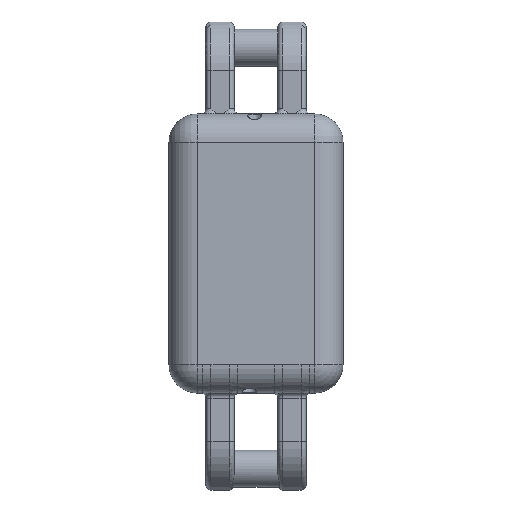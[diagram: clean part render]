
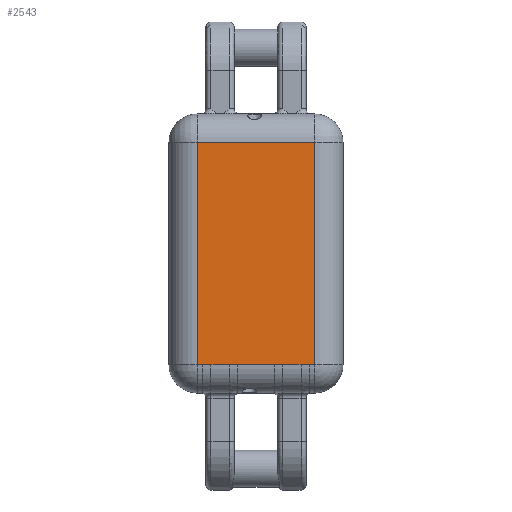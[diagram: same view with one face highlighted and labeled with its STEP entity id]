
A CAD part, top view. The second image highlights one B-rep face of the part: STEP entity #2543.
In plain terms, the highlighted planar face has unit normal (0, 0, 1).
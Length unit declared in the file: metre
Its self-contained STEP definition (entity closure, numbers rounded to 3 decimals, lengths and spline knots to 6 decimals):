
#166=LINE('',#4123,#292);
#167=LINE('',#4131,#293);
#168=LINE('',#4138,#294);
#169=LINE('',#4145,#295);
#170=LINE('',#4152,#296);
#171=LINE('',#4154,#297);
#172=LINE('',#4156,#298);
#173=LINE('',#4158,#299);
#292=VECTOR('',#3247,1.);
#293=VECTOR('',#3248,1.);
#294=VECTOR('',#3249,1.);
#295=VECTOR('',#3250,1.);
#296=VECTOR('',#3251,1.);
#297=VECTOR('',#3252,1.);
#298=VECTOR('',#3253,1.);
#299=VECTOR('',#3254,1.);
#392=PLANE('',#2775);
#714=ORIENTED_EDGE('',*,*,#1518,.T.);
#715=ORIENTED_EDGE('',*,*,#1519,.T.);
#716=ORIENTED_EDGE('',*,*,#1520,.T.);
#717=ORIENTED_EDGE('',*,*,#1521,.T.);
#718=ORIENTED_EDGE('',*,*,#1522,.T.);
#719=ORIENTED_EDGE('',*,*,#1523,.T.);
#720=ORIENTED_EDGE('',*,*,#1524,.T.);
#721=ORIENTED_EDGE('',*,*,#1525,.T.);
#722=ORIENTED_EDGE('',*,*,#1526,.T.);
#723=ORIENTED_EDGE('',*,*,#1527,.T.);
#724=ORIENTED_EDGE('',*,*,#1528,.T.);
#725=ORIENTED_EDGE('',*,*,#1529,.T.);
#1518=EDGE_CURVE('',#1902,#1903,#166,.T.);
#1519=EDGE_CURVE('',#1903,#1904,#2052,.T.);
#1520=EDGE_CURVE('',#1904,#1905,#167,.F.);
#1521=EDGE_CURVE('',#1905,#1906,#2053,.T.);
#1522=EDGE_CURVE('',#1906,#1907,#168,.T.);
#1523=EDGE_CURVE('',#1907,#1908,#2054,.T.);
#1524=EDGE_CURVE('',#1908,#1909,#169,.F.);
#1525=EDGE_CURVE('',#1909,#1910,#2055,.T.);
#1526=EDGE_CURVE('',#1910,#1911,#170,.T.);
#1527=EDGE_CURVE('',#1911,#1912,#171,.F.);
#1528=EDGE_CURVE('',#1912,#1913,#172,.F.);
#1529=EDGE_CURVE('',#1913,#1902,#173,.T.);
#1902=VERTEX_POINT('',#4124);
#1903=VERTEX_POINT('',#4125);
#1904=VERTEX_POINT('',#4130);
#1905=VERTEX_POINT('',#4132);
#1906=VERTEX_POINT('',#4137);
#1907=VERTEX_POINT('',#4139);
#1908=VERTEX_POINT('',#4144);
#1909=VERTEX_POINT('',#4146);
#1910=VERTEX_POINT('',#4151);
#1911=VERTEX_POINT('',#4153);
#1912=VERTEX_POINT('',#4155);
#1913=VERTEX_POINT('',#4157);
#2052=B_SPLINE_CURVE_WITH_KNOTS('',3,(#4126,#4127,#4128,#4129),
 .UNSPECIFIED.,.F.,.F.,(4,4),(0.,0.000885),.UNSPECIFIED.);
#2053=B_SPLINE_CURVE_WITH_KNOTS('',3,(#4133,#4134,#4135,#4136),
 .UNSPECIFIED.,.F.,.F.,(4,4),(0.,0.000885),.UNSPECIFIED.);
#2054=B_SPLINE_CURVE_WITH_KNOTS('',3,(#4140,#4141,#4142,#4143),
 .UNSPECIFIED.,.F.,.F.,(4,4),(0.,0.000885),.UNSPECIFIED.);
#2055=B_SPLINE_CURVE_WITH_KNOTS('',3,(#4147,#4148,#4149,#4150),
 .UNSPECIFIED.,.F.,.F.,(4,4),(0.,0.000885),.UNSPECIFIED.);
#2150=EDGE_LOOP('',(#714,#715,#716,#717,#718,#719,#720,#721,#722,#723,#724,
#725));
#2334=FACE_BOUND('',#2150,.T.);
#2543=ADVANCED_FACE('',(#2334),#392,.T.);
#2775=AXIS2_PLACEMENT_3D('',#4122,#3245,#3246);
#3245=DIRECTION('',(0.,0.,1.));
#3246=DIRECTION('',(1.,0.,0.));
#3247=DIRECTION('',(1.,0.,0.));
#3248=DIRECTION('',(-1.,0.,0.));
#3249=DIRECTION('',(1.,0.,0.));
#3250=DIRECTION('',(-1.,0.,0.));
#3251=DIRECTION('',(1.,0.,0.));
#3252=DIRECTION('',(0.,-1.,0.));
#3253=DIRECTION('',(1.,0.,0.));
#3254=DIRECTION('',(0.,-1.,0.));
#4122=CARTESIAN_POINT('',(0.056145,0.147659,0.01651));
#4123=CARTESIAN_POINT('',(0.065507,0.135725,0.01651));
#4124=CARTESIAN_POINT('',(0.04985,0.135725,0.01651));
#4125=CARTESIAN_POINT('',(0.050423,0.135725,0.01651));
#4126=CARTESIAN_POINT('',(0.050423,0.135725,0.01651));
#4127=CARTESIAN_POINT('',(0.050718,0.135725,0.01651));
#4128=CARTESIAN_POINT('',(0.051012,0.135697,0.01651));
#4129=CARTESIAN_POINT('',(0.051307,0.135697,0.01651));
#4130=CARTESIAN_POINT('',(0.051307,0.135697,0.01651));
#4131=CARTESIAN_POINT('',(0.065507,0.135697,0.01651));
#4132=CARTESIAN_POINT('',(0.053251,0.135697,0.01651));
#4133=CARTESIAN_POINT('',(0.053251,0.135697,0.01651));
#4134=CARTESIAN_POINT('',(0.053546,0.135697,0.01651));
#4135=CARTESIAN_POINT('',(0.05384,0.135725,0.01651));
#4136=CARTESIAN_POINT('',(0.054135,0.135725,0.01651));
#4137=CARTESIAN_POINT('',(0.054135,0.135725,0.01651));
#4138=CARTESIAN_POINT('',(0.065507,0.135725,0.01651));
#4139=CARTESIAN_POINT('',(0.058156,0.135725,0.01651));
#4140=CARTESIAN_POINT('',(0.058156,0.135725,0.01651));
#4141=CARTESIAN_POINT('',(0.058451,0.135725,0.01651));
#4142=CARTESIAN_POINT('',(0.058745,0.135697,0.01651));
#4143=CARTESIAN_POINT('',(0.05904,0.135697,0.01651));
#4144=CARTESIAN_POINT('',(0.05904,0.135697,0.01651));
#4145=CARTESIAN_POINT('',(0.065507,0.135697,0.01651));
#4146=CARTESIAN_POINT('',(0.060984,0.135697,0.01651));
#4147=CARTESIAN_POINT('',(0.060984,0.135697,0.01651));
#4148=CARTESIAN_POINT('',(0.061279,0.135697,0.01651));
#4149=CARTESIAN_POINT('',(0.061573,0.135725,0.01651));
#4150=CARTESIAN_POINT('',(0.061868,0.135725,0.01651));
#4151=CARTESIAN_POINT('',(0.061868,0.135725,0.01651));
#4152=CARTESIAN_POINT('',(0.065507,0.135725,0.01651));
#4153=CARTESIAN_POINT('',(0.062441,0.135725,0.01651));
#4154=CARTESIAN_POINT('',(0.062441,0.147659,0.01651));
#4155=CARTESIAN_POINT('',(0.062441,0.159593,0.01651));
#4156=CARTESIAN_POINT('',(0.056145,0.159593,0.01651));
#4157=CARTESIAN_POINT('',(0.04985,0.159593,0.01651));
#4158=CARTESIAN_POINT('',(0.04985,0.132659,0.01651));
